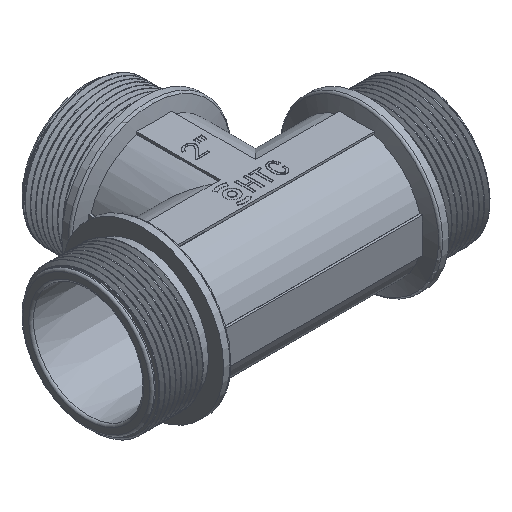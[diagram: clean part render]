
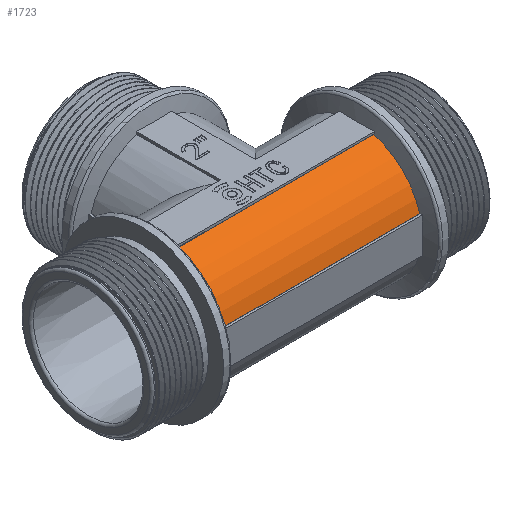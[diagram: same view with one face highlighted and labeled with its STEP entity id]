
A CAD part, isometric view. The second image highlights one B-rep face of the part: STEP entity #1723.
In plain terms, the highlighted cylindrical face has radius 28 mm (diameter 56 mm), a partial arc.
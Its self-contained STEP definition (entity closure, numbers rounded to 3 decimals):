
#915=LINE('',#15253,#1178);
#916=LINE('',#15257,#1179);
#1178=VECTOR('',#4931,1.);
#1179=VECTOR('',#4934,1.);
#1408=CYLINDRICAL_SURFACE('',#4507,28.);
#1669=CIRCLE('',#4505,28.);
#1670=CIRCLE('',#4506,28.);
#1723=ADVANCED_FACE('',(#1921),#1408,.T.);
#1921=FACE_OUTER_BOUND('',#2126,.T.);
#2126=EDGE_LOOP('',(#2590,#2591,#2592,#2593));
#2590=ORIENTED_EDGE('',*,*,#3936,.F.);
#2591=ORIENTED_EDGE('',*,*,#3937,.T.);
#2592=ORIENTED_EDGE('',*,*,#3938,.T.);
#2593=ORIENTED_EDGE('',*,*,#3939,.T.);
#3555=VERTEX_POINT('',#15251);
#3556=VERTEX_POINT('',#15252);
#3557=VERTEX_POINT('',#15254);
#3558=VERTEX_POINT('',#15256);
#3936=EDGE_CURVE('',#3555,#3556,#1669,.T.);
#3937=EDGE_CURVE('',#3555,#3557,#915,.T.);
#3938=EDGE_CURVE('',#3557,#3558,#1670,.T.);
#3939=EDGE_CURVE('',#3558,#3556,#916,.T.);
#4505=AXIS2_PLACEMENT_3D('',#15250,#4929,#4930);
#4506=AXIS2_PLACEMENT_3D('',#15255,#4932,#4933);
#4507=AXIS2_PLACEMENT_3D('',#15258,#4935,#4936);
#4929=DIRECTION('',(-1.,0.,0.));
#4930=DIRECTION('',(0.,0.,-1.));
#4931=DIRECTION('',(1.,0.,0.));
#4932=DIRECTION('',(-1.,0.,0.));
#4933=DIRECTION('',(0.,0.,1.));
#4934=DIRECTION('',(-1.,0.,0.));
#4935=DIRECTION('',(1.,0.,0.));
#4936=DIRECTION('',(0.,0.,1.));
#15250=CARTESIAN_POINT('',(33.,0.,0.));
#15251=CARTESIAN_POINT('',(33.,-27.,7.416));
#15252=CARTESIAN_POINT('',(33.,-7.416,27.));
#15253=CARTESIAN_POINT('',(0.,-27.,7.416));
#15254=CARTESIAN_POINT('',(119.,-27.,7.416));
#15255=CARTESIAN_POINT('',(119.,0.,0.));
#15256=CARTESIAN_POINT('',(119.,-7.416,27.));
#15257=CARTESIAN_POINT('',(0.,-7.416,27.));
#15258=CARTESIAN_POINT('',(0.,0.,0.));
